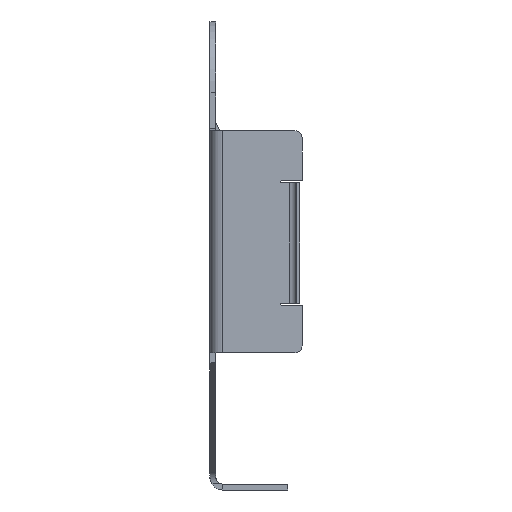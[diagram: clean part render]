
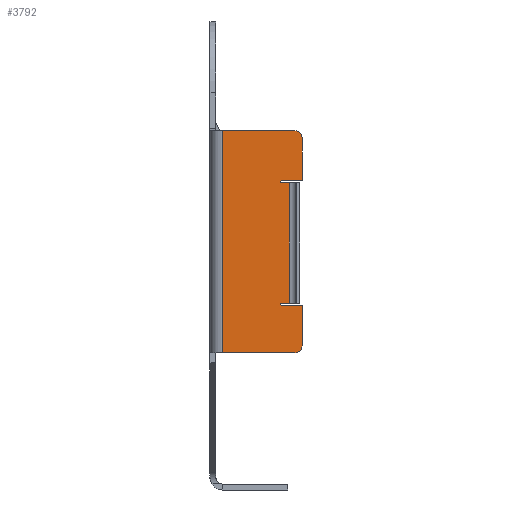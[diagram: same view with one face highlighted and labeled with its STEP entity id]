
A CAD part, left-side view. The second image highlights one B-rep face of the part: STEP entity #3792.
In plain terms, the highlighted planar face has unit normal (-1, 0, 0).
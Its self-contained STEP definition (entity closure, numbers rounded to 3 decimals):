
#8 = CARTESIAN_POINT ( 'NONE',  ( -10.55, 0., -2.65 ) ) ;
#35 = EDGE_CURVE ( 'NONE', #3281, #3597, #3793, .T. ) ;
#60 = DIRECTION ( 'NONE',  ( 0., 1., 0. ) ) ;
#85 = EDGE_CURVE ( 'NONE', #754, #3232, #1504, .T. ) ;
#181 = VECTOR ( 'NONE', #1223, 1000. ) ;
#276 = CARTESIAN_POINT ( 'NONE',  ( -10.55, 0.55, 2.55 ) ) ;
#451 = CARTESIAN_POINT ( 'NONE',  ( -10.55, 3.35, 4.75 ) ) ;
#479 = EDGE_CURVE ( 'NONE', #3232, #1484, #563, .T. ) ;
#523 = AXIS2_PLACEMENT_3D ( 'NONE', #2899, #2267, #3556 ) ;
#563 = LINE ( 'NONE', #2820, #181 ) ;
#602 = AXIS2_PLACEMENT_3D ( 'NONE', #1943, #943, #1287 ) ;
#710 = VERTEX_POINT ( 'NONE', #2114 ) ;
#715 = CARTESIAN_POINT ( 'NONE',  ( -10.55, 0.85, -2.55 ) ) ;
#734 = CARTESIAN_POINT ( 'NONE',  ( -10.55, 0.3, 4.45 ) ) ;
#738 = CIRCLE ( 'NONE', #3093, 0.3 ) ;
#749 = LINE ( 'NONE', #3285, #1884 ) ;
#754 = VERTEX_POINT ( 'NONE', #1411 ) ;
#849 = CARTESIAN_POINT ( 'NONE',  ( -10.55, 0.3, 4.75 ) ) ;
#943 = DIRECTION ( 'NONE',  ( 1., 0., 0. ) ) ;
#945 = DIRECTION ( 'NONE',  ( 1., 0., 0. ) ) ;
#985 = CARTESIAN_POINT ( 'NONE',  ( -10.55, 0.85, 2.65 ) ) ;
#1019 = CARTESIAN_POINT ( 'NONE',  ( -10.55, 0.3, -4.35 ) ) ;
#1053 = ORIENTED_EDGE ( 'NONE', *, *, #2447, .T. ) ;
#1108 = ORIENTED_EDGE ( 'NONE', *, *, #2137, .T. ) ;
#1128 = VECTOR ( 'NONE', #4148, 1000. ) ;
#1141 = AXIS2_PLACEMENT_3D ( 'NONE', #3480, #945, #2915 ) ;
#1164 = LINE ( 'NONE', #3724, #3911 ) ;
#1179 = VERTEX_POINT ( 'NONE', #8 ) ;
#1201 = VECTOR ( 'NONE', #2530, 1000. ) ;
#1223 = DIRECTION ( 'NONE',  ( 0., -1., 0. ) ) ;
#1224 = EDGE_CURVE ( 'NONE', #710, #1179, #2236, .T. ) ;
#1287 = DIRECTION ( 'NONE',  ( 0., 0., 1. ) ) ;
#1294 = DIRECTION ( 'NONE',  ( 0., 0., 1. ) ) ;
#1409 = CARTESIAN_POINT ( 'NONE',  ( -10.55, 0.3, -4.65 ) ) ;
#1411 = CARTESIAN_POINT ( 'NONE',  ( -10.55, 3.35, -4.65 ) ) ;
#1416 = ORIENTED_EDGE ( 'NONE', *, *, #35, .T. ) ;
#1445 = ORIENTED_EDGE ( 'NONE', *, *, #85, .F. ) ;
#1481 = CIRCLE ( 'NONE', #1141, 0.05 ) ;
#1484 = VERTEX_POINT ( 'NONE', #849 ) ;
#1504 = LINE ( 'NONE', #1824, #1128 ) ;
#1563 = DIRECTION ( 'NONE',  ( 1., 0., 0. ) ) ;
#1576 = CARTESIAN_POINT ( 'NONE',  ( -10.55, 0., -4.65 ) ) ;
#1630 = CIRCLE ( 'NONE', #2707, 0.3 ) ;
#1660 = CARTESIAN_POINT ( 'NONE',  ( -10.55, 0., -2.65 ) ) ;
#1695 = VECTOR ( 'NONE', #1937, 1000. ) ;
#1745 = DIRECTION ( 'NONE',  ( 0., 0., 1. ) ) ;
#1799 = VERTEX_POINT ( 'NONE', #2585 ) ;
#1824 = CARTESIAN_POINT ( 'NONE',  ( -10.55, 3.35, -4.65 ) ) ;
#1884 = VECTOR ( 'NONE', #3004, 1000. ) ;
#1905 = ORIENTED_EDGE ( 'NONE', *, *, #1963, .T. ) ;
#1937 = DIRECTION ( 'NONE',  ( 0., 1., 0. ) ) ;
#1943 = CARTESIAN_POINT ( 'NONE',  ( -10.55, 0.85, -2.6 ) ) ;
#1948 = VERTEX_POINT ( 'NONE', #3705 ) ;
#1963 = EDGE_CURVE ( 'NONE', #754, #3221, #2747, .T. ) ;
#1983 = EDGE_CURVE ( 'NONE', #710, #3221, #738, .T. ) ;
#1985 = LINE ( 'NONE', #1660, #1695 ) ;
#1988 = VERTEX_POINT ( 'NONE', #2264 ) ;
#2027 = ORIENTED_EDGE ( 'NONE', *, *, #2276, .T. ) ;
#2114 = CARTESIAN_POINT ( 'NONE',  ( -10.55, 0., -4.35 ) ) ;
#2137 = EDGE_CURVE ( 'NONE', #2887, #1948, #3300, .T. ) ;
#2236 = LINE ( 'NONE', #1576, #4050 ) ;
#2264 = CARTESIAN_POINT ( 'NONE',  ( -10.55, 0.85, -2.65 ) ) ;
#2267 = DIRECTION ( 'NONE',  ( 1., 0., 0. ) ) ;
#2276 = EDGE_CURVE ( 'NONE', #3223, #1799, #1164, .T. ) ;
#2380 = CARTESIAN_POINT ( 'NONE',  ( -10.55, 0., 4.45 ) ) ;
#2447 = EDGE_CURVE ( 'NONE', #1948, #3111, #1481, .T. ) ;
#2481 = VECTOR ( 'NONE', #60, 1000. ) ;
#2506 = DIRECTION ( 'NONE',  ( 0., -1., 0. ) ) ;
#2530 = DIRECTION ( 'NONE',  ( 0., 0., 1. ) ) ;
#2531 = FACE_OUTER_BOUND ( 'NONE', #3478, .T. ) ;
#2583 = EDGE_CURVE ( 'NONE', #3111, #3281, #3293, .T. ) ;
#2585 = CARTESIAN_POINT ( 'NONE',  ( -10.55, 0.55, -2.55 ) ) ;
#2641 = CARTESIAN_POINT ( 'NONE',  ( -10.55, 0., 2.65 ) ) ;
#2659 = CARTESIAN_POINT ( 'NONE',  ( -10.55, 0., 2.65 ) ) ;
#2700 = DIRECTION ( 'NONE',  ( 1., 0., 0. ) ) ;
#2702 = CIRCLE ( 'NONE', #602, 0.05 ) ;
#2707 = AXIS2_PLACEMENT_3D ( 'NONE', #734, #2700, #1745 ) ;
#2747 = LINE ( 'NONE', #3145, #3772 ) ;
#2820 = CARTESIAN_POINT ( 'NONE',  ( -10.55, 3.9, 4.75 ) ) ;
#2887 = VERTEX_POINT ( 'NONE', #276 ) ;
#2899 = CARTESIAN_POINT ( 'NONE',  ( -10.55, 3.9, -4.65 ) ) ;
#2908 = ORIENTED_EDGE ( 'NONE', *, *, #3131, .T. ) ;
#2915 = DIRECTION ( 'NONE',  ( 0., 0., -1. ) ) ;
#3002 = CARTESIAN_POINT ( 'NONE',  ( -10.55, 0., 2.55 ) ) ;
#3004 = DIRECTION ( 'NONE',  ( 0., 0., 1. ) ) ;
#3039 = DIRECTION ( 'NONE',  ( 0., -1., 0. ) ) ;
#3093 = AXIS2_PLACEMENT_3D ( 'NONE', #1019, #1563, #1294 ) ;
#3099 = VECTOR ( 'NONE', #3039, 1000. ) ;
#3111 = VERTEX_POINT ( 'NONE', #985 ) ;
#3131 = EDGE_CURVE ( 'NONE', #1988, #3223, #2702, .T. ) ;
#3145 = CARTESIAN_POINT ( 'NONE',  ( -10.55, 3.9, -4.65 ) ) ;
#3204 = EDGE_CURVE ( 'NONE', #1484, #3597, #1630, .T. ) ;
#3221 = VERTEX_POINT ( 'NONE', #1409 ) ;
#3223 = VERTEX_POINT ( 'NONE', #715 ) ;
#3232 = VERTEX_POINT ( 'NONE', #451 ) ;
#3233 = ORIENTED_EDGE ( 'NONE', *, *, #3472, .T. ) ;
#3281 = VERTEX_POINT ( 'NONE', #2659 ) ;
#3285 = CARTESIAN_POINT ( 'NONE',  ( -10.55, 0.55, -2.55 ) ) ;
#3293 = LINE ( 'NONE', #2641, #3099 ) ;
#3300 = LINE ( 'NONE', #3002, #2481 ) ;
#3406 = ORIENTED_EDGE ( 'NONE', *, *, #1983, .F. ) ;
#3409 = ORIENTED_EDGE ( 'NONE', *, *, #479, .F. ) ;
#3470 = ORIENTED_EDGE ( 'NONE', *, *, #3947, .T. ) ;
#3472 = EDGE_CURVE ( 'NONE', #1179, #1988, #1985, .T. ) ;
#3478 = EDGE_LOOP ( 'NONE', ( #1905, #3406, #3750, #3233, #2908, #2027, #3470, #1108, #1053, #3674, #1416, #3550, #3409, #1445 ) ) ;
#3480 = CARTESIAN_POINT ( 'NONE',  ( -10.55, 0.85, 2.6 ) ) ;
#3483 = CARTESIAN_POINT ( 'NONE',  ( -10.55, 0., -4.65 ) ) ;
#3535 = PLANE ( 'NONE',  #523 ) ;
#3550 = ORIENTED_EDGE ( 'NONE', *, *, #3204, .F. ) ;
#3556 = DIRECTION ( 'NONE',  ( 0., 1., 0. ) ) ;
#3597 = VERTEX_POINT ( 'NONE', #2380 ) ;
#3674 = ORIENTED_EDGE ( 'NONE', *, *, #2583, .T. ) ;
#3705 = CARTESIAN_POINT ( 'NONE',  ( -10.55, 0.85, 2.55 ) ) ;
#3724 = CARTESIAN_POINT ( 'NONE',  ( -10.55, 0., -2.55 ) ) ;
#3750 = ORIENTED_EDGE ( 'NONE', *, *, #1224, .T. ) ;
#3772 = VECTOR ( 'NONE', #4047, 1000. ) ;
#3792 = ADVANCED_FACE ( 'NONE', ( #2531 ), #3535, .F. ) ;
#3793 = LINE ( 'NONE', #3483, #1201 ) ;
#3911 = VECTOR ( 'NONE', #2506, 1000. ) ;
#3947 = EDGE_CURVE ( 'NONE', #1799, #2887, #749, .T. ) ;
#4047 = DIRECTION ( 'NONE',  ( 0., -1., 0. ) ) ;
#4050 = VECTOR ( 'NONE', #4186, 1000. ) ;
#4148 = DIRECTION ( 'NONE',  ( 0., 0., 1. ) ) ;
#4186 = DIRECTION ( 'NONE',  ( 0., 0., 1. ) ) ;
